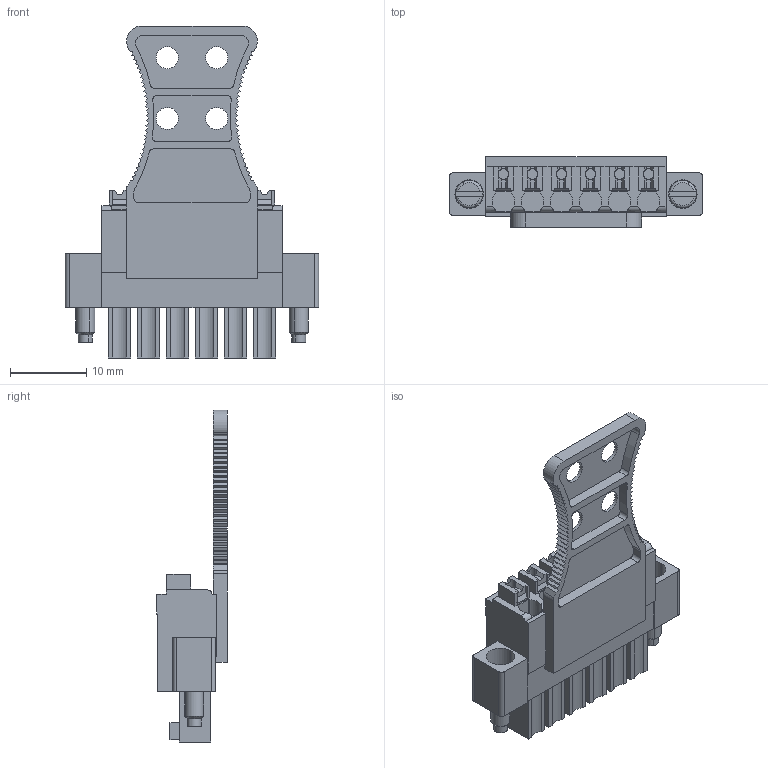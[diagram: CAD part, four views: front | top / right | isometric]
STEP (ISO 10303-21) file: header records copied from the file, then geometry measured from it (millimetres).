
FILE_DESCRIPTION(('CATIA V5 STEP Exchange','CAx-IF Rec.Pracs.--- Model Styling and Organization---1.2---2011-12-15'),'2;1');
FILE_NAME ('D1450037_0', '2018-09-11T12:55:38+00:00', ('none'), ('Weidmueller'), 'CATIA Version 5-6 Release 2014', 'CATIA V5 STEP AP214', 'none');
FILE_SCHEMA(('AUTOMOTIVE_DESIGN { 1 0 10303 214 1 1 1 1 }'));
Length unit declared in the file: millimetre
Products named in the file (1): 1235980000
Bounding box: 33.25 x 9.3 x 43.6 mm (x, y, z)
Volume: 3663.8 mm3; surface area: 4205.8 mm2
Topology: 10 solids, 10 shells, 551 faces, 1486 edges, 982 vertices
Faces by surface type: plane 421, cylinder 98, cone 20, torus 12
Entity records: 16045 total; most frequent: CARTESIAN_POINT 3054, ORIENTED_EDGE 2972, DIRECTION 2132, EDGE_CURVE 1486, VECTOR 1152, LINE 1152, VERTEX_POINT 982, AXIS2_PLACEMENT_3D 632
